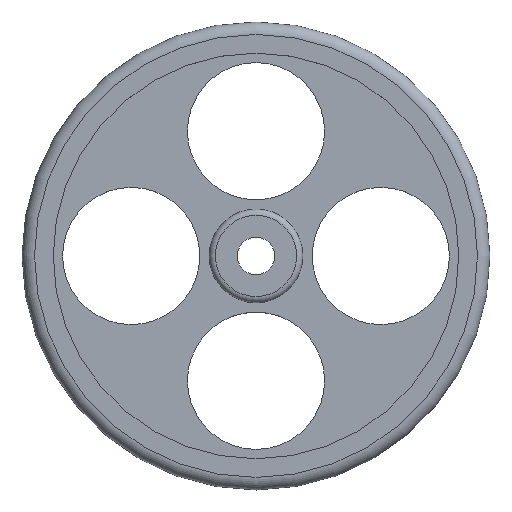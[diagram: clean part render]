
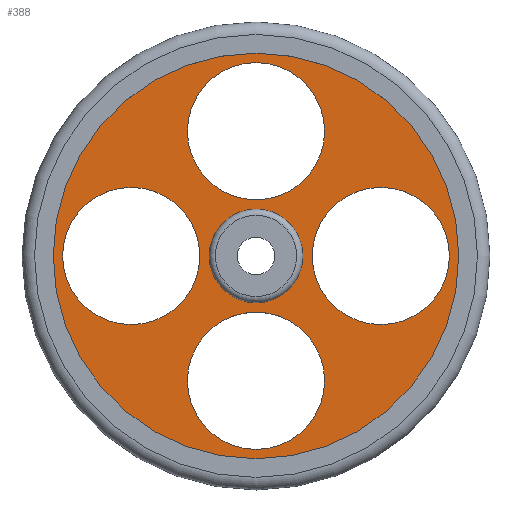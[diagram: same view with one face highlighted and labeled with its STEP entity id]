
A CAD part, top view. The second image highlights one B-rep face of the part: STEP entity #388.
In plain terms, the highlighted planar face has unit normal (0, 0, 1).
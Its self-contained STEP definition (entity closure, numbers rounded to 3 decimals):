
#27=FACE_BOUND('',#98,.T.);
#28=FACE_BOUND('',#99,.T.);
#29=FACE_BOUND('',#100,.T.);
#30=FACE_BOUND('',#101,.T.);
#31=FACE_BOUND('',#102,.T.);
#44=PLANE('',#467);
#65=FACE_OUTER_BOUND('',#97,.T.);
#97=EDGE_LOOP('',(#342));
#98=EDGE_LOOP('',(#343));
#99=EDGE_LOOP('',(#344));
#100=EDGE_LOOP('',(#345));
#101=EDGE_LOOP('',(#346));
#102=EDGE_LOOP('',(#347));
#122=CIRCLE('',#435,7.5);
#138=CIRCLE('',#460,11.);
#139=CIRCLE('',#462,11.);
#140=CIRCLE('',#464,11.);
#141=CIRCLE('',#466,11.);
#142=CIRCLE('',#468,32.5);
#181=VERTEX_POINT('',#710);
#195=VERTEX_POINT('',#753);
#196=VERTEX_POINT('',#757);
#197=VERTEX_POINT('',#761);
#198=VERTEX_POINT('',#765);
#199=VERTEX_POINT('',#769);
#222=EDGE_CURVE('',#181,#181,#122,.T.);
#241=EDGE_CURVE('',#195,#195,#138,.T.);
#243=EDGE_CURVE('',#196,#196,#139,.T.);
#245=EDGE_CURVE('',#197,#197,#140,.T.);
#247=EDGE_CURVE('',#198,#198,#141,.T.);
#249=EDGE_CURVE('',#199,#199,#142,.T.);
#342=ORIENTED_EDGE('',*,*,#249,.F.);
#343=ORIENTED_EDGE('',*,*,#247,.T.);
#344=ORIENTED_EDGE('',*,*,#245,.T.);
#345=ORIENTED_EDGE('',*,*,#243,.T.);
#346=ORIENTED_EDGE('',*,*,#222,.T.);
#347=ORIENTED_EDGE('',*,*,#241,.T.);
#388=ADVANCED_FACE('',(#65,#27,#28,#29,#30,#31),#44,.T.);
#435=AXIS2_PLACEMENT_3D('',#712,#518,#519);
#460=AXIS2_PLACEMENT_3D('',#754,#571,#572);
#462=AXIS2_PLACEMENT_3D('',#758,#576,#577);
#464=AXIS2_PLACEMENT_3D('',#762,#581,#582);
#466=AXIS2_PLACEMENT_3D('',#766,#586,#587);
#467=AXIS2_PLACEMENT_3D('',#768,#589,#590);
#468=AXIS2_PLACEMENT_3D('',#770,#591,#592);
#518=DIRECTION('center_axis',(0.,0.,-1.));
#519=DIRECTION('ref_axis',(-1.,0.,0.));
#571=DIRECTION('center_axis',(0.,0.,-1.));
#572=DIRECTION('ref_axis',(-1.,0.,0.));
#576=DIRECTION('center_axis',(0.,0.,-1.));
#577=DIRECTION('ref_axis',(-1.,0.,0.));
#581=DIRECTION('center_axis',(0.,0.,-1.));
#582=DIRECTION('ref_axis',(-1.,0.,0.));
#586=DIRECTION('center_axis',(0.,0.,-1.));
#587=DIRECTION('ref_axis',(-1.,0.,0.));
#589=DIRECTION('center_axis',(0.,0.,1.));
#590=DIRECTION('ref_axis',(1.,0.,0.));
#591=DIRECTION('center_axis',(0.,0.,-1.));
#592=DIRECTION('ref_axis',(-1.,0.,0.));
#710=CARTESIAN_POINT('',(-7.5,0.,2.));
#712=CARTESIAN_POINT('Origin',(0.,0.,2.));
#753=CARTESIAN_POINT('',(-9.,0.,2.));
#754=CARTESIAN_POINT('Origin',(-20.,0.,2.));
#757=CARTESIAN_POINT('',(11.,20.,2.));
#758=CARTESIAN_POINT('Origin',(0.,20.,2.));
#761=CARTESIAN_POINT('',(31.,0.,2.));
#762=CARTESIAN_POINT('Origin',(20.,0.,2.));
#765=CARTESIAN_POINT('',(11.,-20.,2.));
#766=CARTESIAN_POINT('Origin',(0.,-20.,2.));
#768=CARTESIAN_POINT('Origin',(0.,0.,2.));
#769=CARTESIAN_POINT('',(32.5,0.,2.));
#770=CARTESIAN_POINT('Origin',(0.,0.,2.));
